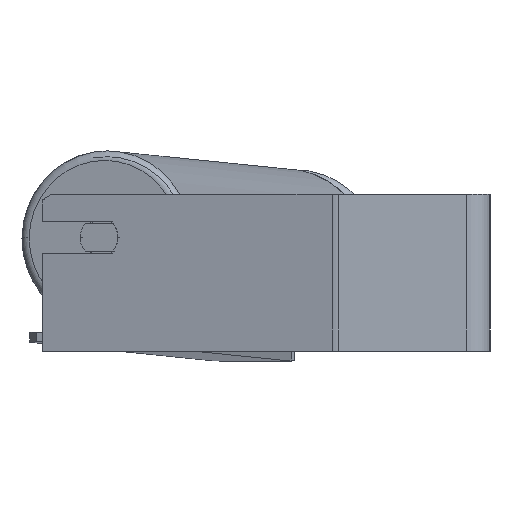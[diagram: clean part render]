
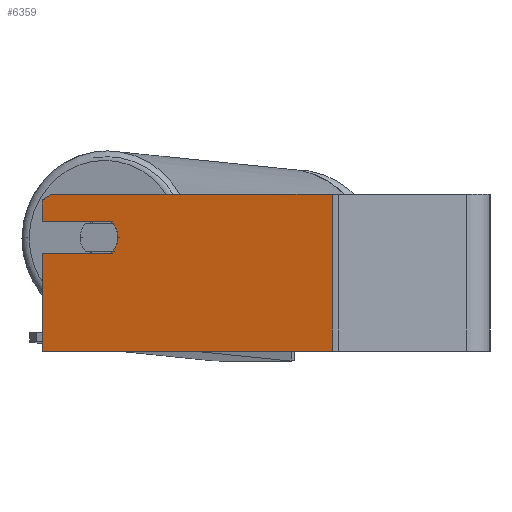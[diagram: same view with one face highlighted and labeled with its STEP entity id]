
A CAD part, left-side view. The second image highlights one B-rep face of the part: STEP entity #6359.
In plain terms, the highlighted planar face has unit normal (-0.966, 0.259, 0).
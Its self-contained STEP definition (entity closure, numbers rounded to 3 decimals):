
#88 = EDGE_CURVE ( 'NONE', #486, #7889, #1887, .T. ) ;
#486 = VERTEX_POINT ( 'NONE', #7938 ) ;
#697 = VERTEX_POINT ( 'NONE', #4794 ) ;
#700 = ORIENTED_EDGE ( 'NONE', *, *, #4605, .F. ) ;
#815 = ORIENTED_EDGE ( 'NONE', *, *, #5385, .T. ) ;
#871 = AXIS2_PLACEMENT_3D ( 'NONE', #2893, #7821, #4407 ) ;
#930 = DIRECTION ( 'NONE',  ( 0., 0., -1. ) ) ;
#974 = VERTEX_POINT ( 'NONE', #8558 ) ;
#1037 = ORIENTED_EDGE ( 'NONE', *, *, #88, .F. ) ;
#1108 = ORIENTED_EDGE ( 'NONE', *, *, #7140, .T. ) ;
#1206 = EDGE_CURVE ( 'NONE', #7889, #4955, #6722, .T. ) ;
#1240 = EDGE_CURVE ( 'NONE', #697, #6835, #3138, .T. ) ;
#1563 = VERTEX_POINT ( 'NONE', #7182 ) ;
#1632 = DIRECTION ( 'NONE',  ( -0.259, -0.966, 0. ) ) ;
#1652 = DIRECTION ( 'NONE',  ( 0., 0., -1. ) ) ;
#1824 = LINE ( 'NONE', #3966, #2267 ) ;
#1887 = CIRCLE ( 'NONE', #871, 10. ) ;
#1927 = ORIENTED_EDGE ( 'NONE', *, *, #5646, .F. ) ;
#2036 = DIRECTION ( 'NONE',  ( 0.224, 0.837, -0.5 ) ) ;
#2267 = VECTOR ( 'NONE', #5352, 1000. ) ;
#2377 = DIRECTION ( 'NONE',  ( 0.259, 0.966, 0. ) ) ;
#2567 = CARTESIAN_POINT ( 'NONE',  ( -564.986, 228.314, 40. ) ) ;
#2645 = VECTOR ( 'NONE', #1632, 1000. ) ;
#2893 = CARTESIAN_POINT ( 'NONE',  ( -572.751, 199.336, 18. ) ) ;
#3005 = PLANE ( 'NONE',  #7953 ) ;
#3072 = VECTOR ( 'NONE', #8601, 1000. ) ;
#3097 = VECTOR ( 'NONE', #930, 1000. ) ;
#3138 = LINE ( 'NONE', #8738, #2645 ) ;
#3459 = ORIENTED_EDGE ( 'NONE', *, *, #8733, .F. ) ;
#3740 = DIRECTION ( 'NONE',  ( 0.966, -0.259, 0. ) ) ;
#3887 = DIRECTION ( 'NONE',  ( -0.259, -0.966, 0. ) ) ;
#3966 = CARTESIAN_POINT ( 'NONE',  ( -564.986, 228.314, 40. ) ) ;
#4296 = VECTOR ( 'NONE', #4499, 1000. ) ;
#4401 = LINE ( 'NONE', #7218, #3097 ) ;
#4407 = DIRECTION ( 'NONE',  ( -0.259, -0.966, 0. ) ) ;
#4440 = VECTOR ( 'NONE', #1652, 1000. ) ;
#4499 = DIRECTION ( 'NONE',  ( -0.259, -0.966, 0. ) ) ;
#4511 = CARTESIAN_POINT ( 'NONE',  ( -574.304, 193.541, 26. ) ) ;
#4605 = EDGE_CURVE ( 'NONE', #4675, #6835, #4401, .T. ) ;
#4646 = CARTESIAN_POINT ( 'NONE',  ( -564.986, 228.314, 37.113 ) ) ;
#4675 = VERTEX_POINT ( 'NONE', #7400 ) ;
#4707 = LINE ( 'NONE', #2567, #5045 ) ;
#4756 = AXIS2_PLACEMENT_3D ( 'NONE', #8477, #7250, #7200 ) ;
#4794 = CARTESIAN_POINT ( 'NONE',  ( -564.986, 228.314, -40. ) ) ;
#4955 = VERTEX_POINT ( 'NONE', #7260 ) ;
#5045 = VECTOR ( 'NONE', #3887, 1000. ) ;
#5126 = LINE ( 'NONE', #7937, #4440 ) ;
#5261 = VERTEX_POINT ( 'NONE', #5338 ) ;
#5338 = CARTESIAN_POINT ( 'NONE',  ( -574.304, 193.541, 10. ) ) ;
#5352 = DIRECTION ( 'NONE',  ( 0., 0., -1. ) ) ;
#5385 = EDGE_CURVE ( 'NONE', #974, #8187, #6859, .T. ) ;
#5459 = VECTOR ( 'NONE', #2036, 1000. ) ;
#5471 = CARTESIAN_POINT ( 'NONE',  ( -564.986, 228.314, 37.113 ) ) ;
#5646 = EDGE_CURVE ( 'NONE', #1563, #5261, #7275, .T. ) ;
#5713 = CARTESIAN_POINT ( 'NONE',  ( -564.986, 228.314, 40. ) ) ;
#5791 = ORIENTED_EDGE ( 'NONE', *, *, #7733, .T. ) ;
#5828 = CARTESIAN_POINT ( 'NONE',  ( -574.304, 193.541, 10. ) ) ;
#6232 = CARTESIAN_POINT ( 'NONE',  ( -574.304, 193.541, 26. ) ) ;
#6359 = ADVANCED_FACE ( 'NONE', ( #6638 ), #3005, .F. ) ;
#6361 = ORIENTED_EDGE ( 'NONE', *, *, #1240, .T. ) ;
#6541 = EDGE_LOOP ( 'NONE', ( #8908, #815, #1108, #8533, #1037, #3459, #1927, #5791, #6361, #700 ) ) ;
#6638 = FACE_OUTER_BOUND ( 'NONE', #6541, .T. ) ;
#6722 = LINE ( 'NONE', #4511, #3072 ) ;
#6835 = VERTEX_POINT ( 'NONE', #8901 ) ;
#6859 = LINE ( 'NONE', #5471, #5459 ) ;
#7140 = EDGE_CURVE ( 'NONE', #8187, #4955, #5126, .T. ) ;
#7182 = CARTESIAN_POINT ( 'NONE',  ( -564.986, 228.314, 10. ) ) ;
#7200 = DIRECTION ( 'NONE',  ( -0.259, -0.966, 0. ) ) ;
#7218 = CARTESIAN_POINT ( 'NONE',  ( -604.591, 80.507, 40. ) ) ;
#7250 = DIRECTION ( 'NONE',  ( -0.966, 0.259, 0. ) ) ;
#7260 = CARTESIAN_POINT ( 'NONE',  ( -564.986, 228.314, 26. ) ) ;
#7275 = LINE ( 'NONE', #5828, #4296 ) ;
#7400 = CARTESIAN_POINT ( 'NONE',  ( -604.591, 80.507, 40. ) ) ;
#7733 = EDGE_CURVE ( 'NONE', #1563, #697, #1824, .T. ) ;
#7821 = DIRECTION ( 'NONE',  ( -0.966, 0.259, 0. ) ) ;
#7889 = VERTEX_POINT ( 'NONE', #6232 ) ;
#7937 = CARTESIAN_POINT ( 'NONE',  ( -564.986, 228.314, 40. ) ) ;
#7938 = CARTESIAN_POINT ( 'NONE',  ( -575.339, 189.677, 18. ) ) ;
#7953 = AXIS2_PLACEMENT_3D ( 'NONE', #5713, #3740, #2377 ) ;
#8135 = CIRCLE ( 'NONE', #4756, 10. ) ;
#8187 = VERTEX_POINT ( 'NONE', #4646 ) ;
#8456 = EDGE_CURVE ( 'NONE', #974, #4675, #4707, .T. ) ;
#8477 = CARTESIAN_POINT ( 'NONE',  ( -572.751, 199.336, 18. ) ) ;
#8533 = ORIENTED_EDGE ( 'NONE', *, *, #1206, .F. ) ;
#8558 = CARTESIAN_POINT ( 'NONE',  ( -566.28, 223.484, 40. ) ) ;
#8601 = DIRECTION ( 'NONE',  ( 0.259, 0.966, 0. ) ) ;
#8733 = EDGE_CURVE ( 'NONE', #5261, #486, #8135, .T. ) ;
#8738 = CARTESIAN_POINT ( 'NONE',  ( -564.986, 228.314, -40. ) ) ;
#8901 = CARTESIAN_POINT ( 'NONE',  ( -604.591, 80.507, -40. ) ) ;
#8908 = ORIENTED_EDGE ( 'NONE', *, *, #8456, .F. ) ;
